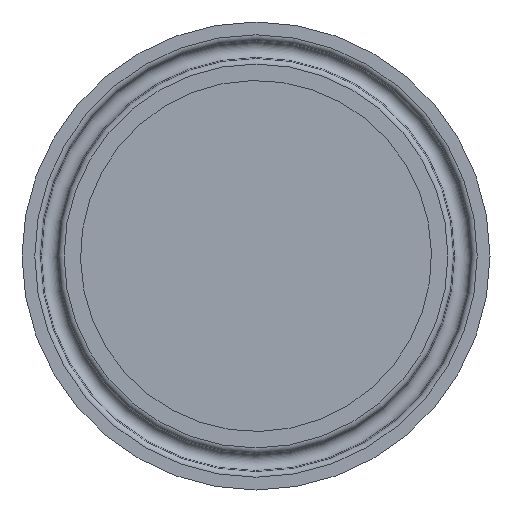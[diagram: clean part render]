
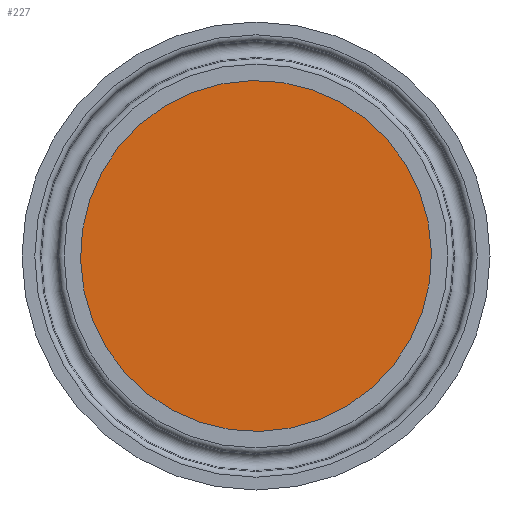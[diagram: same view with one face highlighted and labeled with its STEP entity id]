
A CAD part, front view. The second image highlights one B-rep face of the part: STEP entity #227.
In plain terms, the highlighted planar face has unit normal (0, -1, 0).
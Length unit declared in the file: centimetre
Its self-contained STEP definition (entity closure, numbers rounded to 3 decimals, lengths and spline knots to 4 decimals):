
#24=PLANE('',#251);
#49=FACE_OUTER_BOUND('',#70,.T.);
#70=EDGE_LOOP('',(#165));
#106=CIRCLE('',#249,2.4);
#125=VERTEX_POINT('',#369);
#144=EDGE_CURVE('',#125,#125,#106,.T.);
#165=ORIENTED_EDGE('',*,*,#144,.T.);
#227=ADVANCED_FACE('',(#49),#24,.T.);
#249=AXIS2_PLACEMENT_3D('',#370,#291,#292);
#251=AXIS2_PLACEMENT_3D('',#373,#295,#296);
#291=DIRECTION('center_axis',(0.,-1.,0.));
#292=DIRECTION('ref_axis',(0.879,0.,-0.477));
#295=DIRECTION('center_axis',(0.,-1.,0.));
#296=DIRECTION('ref_axis',(-0.477,0.,-0.879));
#369=CARTESIAN_POINT('',(2.1095,-0.005,-1.1446));
#370=CARTESIAN_POINT('Origin',(0.,-0.005,
0.));
#373=CARTESIAN_POINT('Origin',(2.0501,-0.005,-1.1124));
